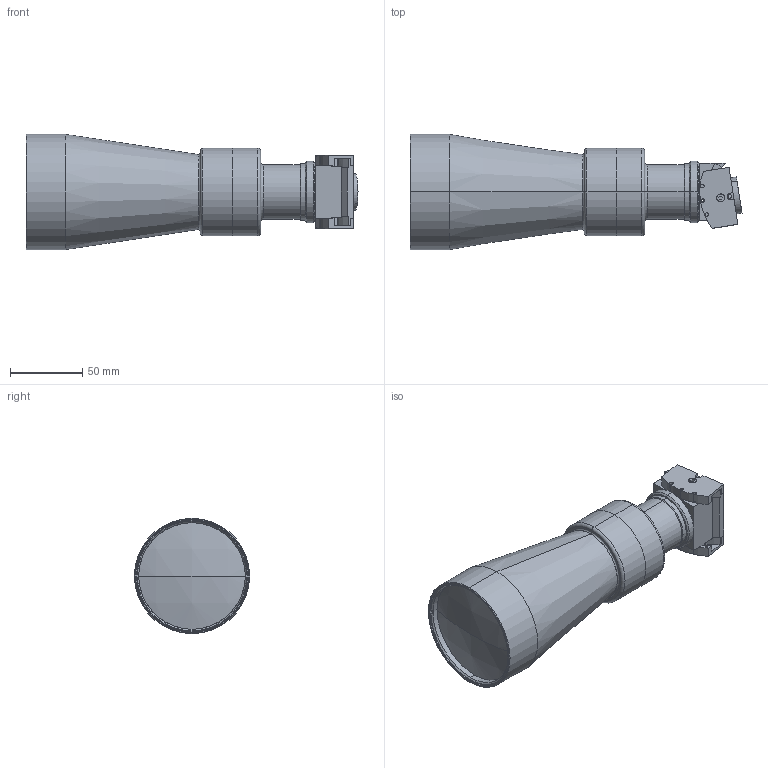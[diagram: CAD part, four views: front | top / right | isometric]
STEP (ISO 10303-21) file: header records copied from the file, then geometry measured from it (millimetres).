
FILE_DESCRIPTION (( 'STEP AP214' ), '1' );
FILE_NAME ('TCSM056.STEP', '2011-04-04T12:32:09', ( '--' ), ( '' ), 'SwSTEP 2.0', 'SolidWorks 2011', '' );
FILE_SCHEMA (( 'AUTOMOTIVE_DESIGN' ));
Length unit declared in the file: millimetre
Products named in the file (1): TCSM056
Bounding box: 230.54 x 80 x 80 mm (x, y, z)
Surface area: 71556.7 mm2 (no closed solid volume)
Topology: 0 solids, 23 shells, 245 faces, 910 edges, 679 vertices
Faces by surface type: cylinder 112, plane 98, cone 17, torus 14, sphere 2, bspline 2
Entity records: 13358 total; most frequent: CARTESIAN_POINT 2769, DIRECTION 1762, ORIENTED_EDGE 1399, EDGE_CURVE 910, VERTEX_POINT 679, AXIS2_PLACEMENT_3D 671, CIRCLE 427, LINE 420
